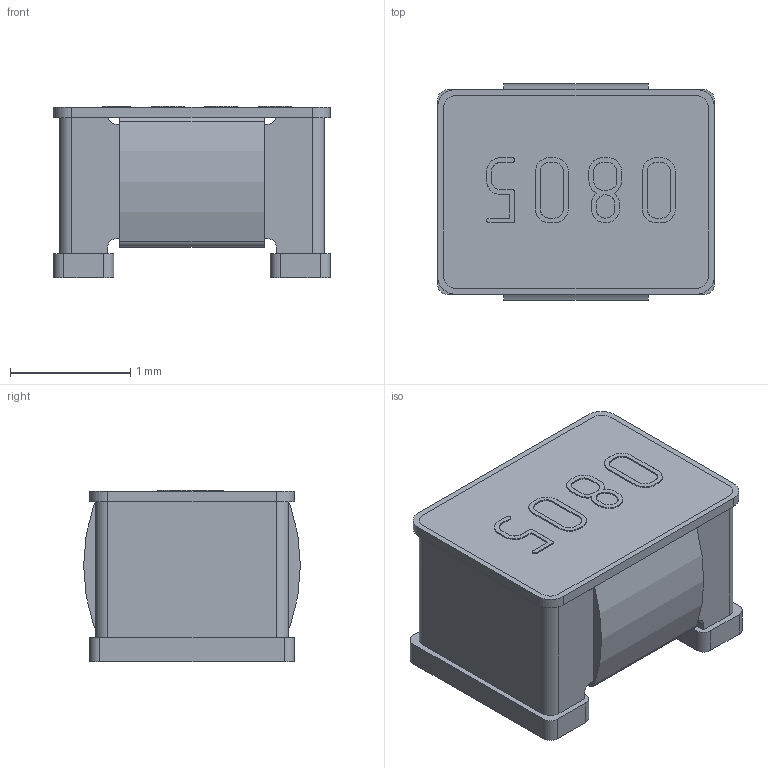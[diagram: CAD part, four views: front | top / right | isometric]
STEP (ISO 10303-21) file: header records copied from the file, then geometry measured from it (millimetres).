
FILE_DESCRIPTION(('STEP AP214'), '1');
FILE_NAME('smd0805l', '', ('UNSPECIFIED'), ('UNSPECIFIED'), 'C3D Converter', 'C3D Toolkit', '');
FILE_SCHEMA(('AUTOMOTIVE_DESIGN { 1 0 10303 214 3 1 1}'));
Length unit declared in the file: millimetre
Bounding box: 2.3 x 1.8 x 1.43 mm (x, y, z)
Volume: 4.5 mm3; surface area: 40.8 mm2
Topology: 3 solids, 3 shells, 205 faces, 564 edges, 376 vertices
Faces by surface type: plane 91, extrusion 82, cylinder 32
Entity records: 8348 total; most frequent: CARTESIAN_POINT 1638, ORIENTED_EDGE 1128, DIRECTION 794, EDGE_CURVE 564, VECTOR 418, VERTEX_POINT 376, LINE 336, B_SPLINE_CURVE_WITH_KNOTS 246
